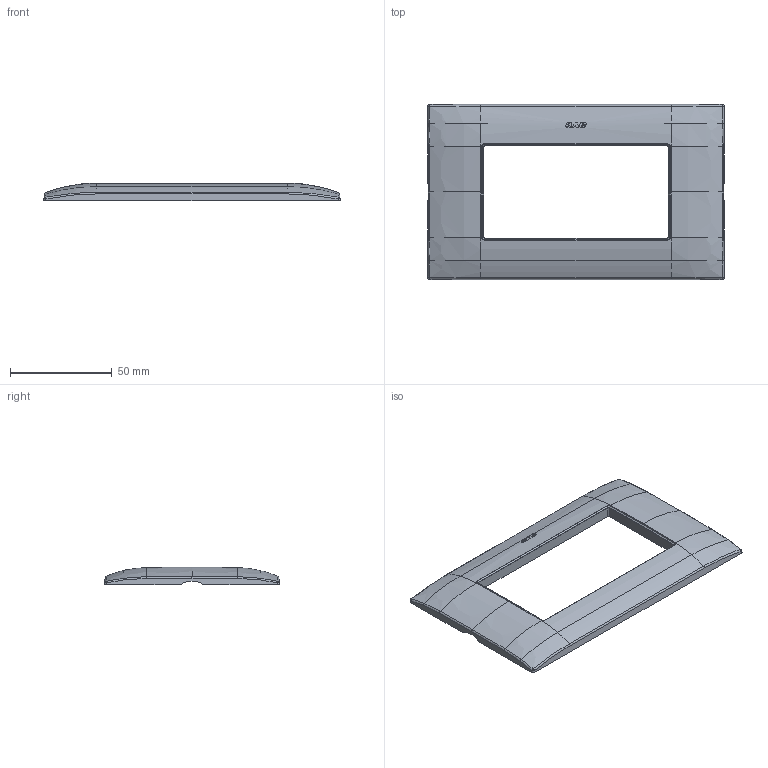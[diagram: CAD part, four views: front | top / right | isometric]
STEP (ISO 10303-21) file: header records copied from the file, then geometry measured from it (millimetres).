
FILE_DESCRIPTION(('CATIA V5 STEP Exchange'),'2;1');
FILE_NAME('44PJ04ALS.stp','2025-02-18T15:09:27+00:00',('none'),('none'),'CATIA Version 5-6 Release 2016 SP6','CATIA V5 STEP AP203','none');
FILE_SCHEMA(('CONFIG_CONTROL_DESIGN'));
Length unit declared in the file: millimetre
Products named in the file (1): DR8124@
Bounding box: 145.5 x 86 x 8.8 mm (x, y, z)
Volume: 18548.3 mm3; surface area: 22724.6 mm2
Topology: 1 solids, 1 shells, 1570 faces, 4445 edges, 2900 vertices
Faces by surface type: plane 1035, cylinder 337, bspline 148, extrusion 38, sphere 12
Entity records: 59061 total; most frequent: CARTESIAN_POINT 24643, ORIENTED_EDGE 8866, EDGE_CURVE 4433, DIRECTION 4365, VERTEX_POINT 2900, B_SPLINE_CURVE_WITH_KNOTS 2246, VECTOR 1903, LINE 1865
